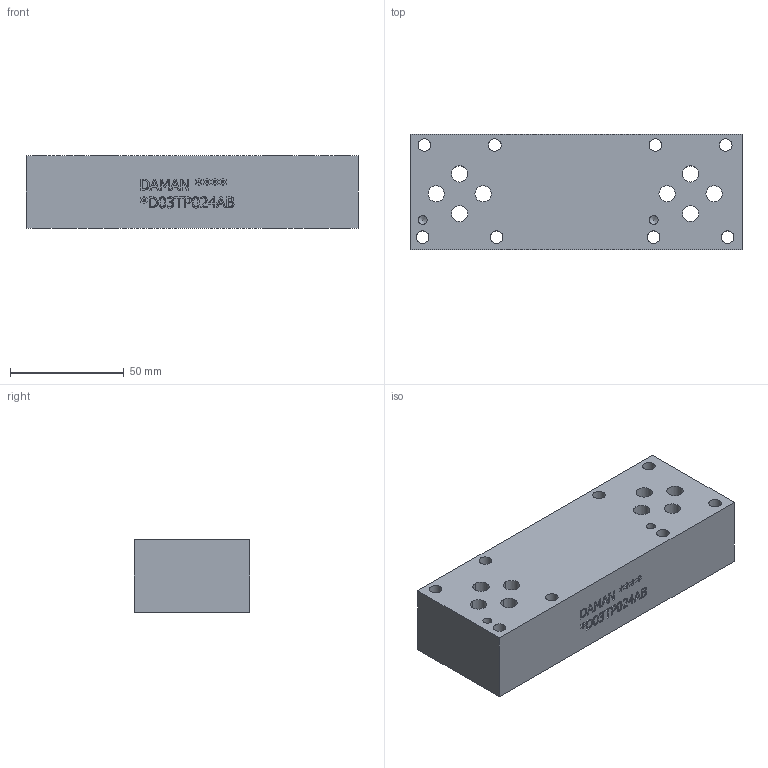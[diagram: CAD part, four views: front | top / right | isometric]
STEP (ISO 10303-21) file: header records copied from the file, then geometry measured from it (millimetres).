
FILE_DESCRIPTION(/* description */ (''),/* implementation_level */ '2;1');
FILE_NAME(/* name */ '_D03TP024AB.stp',/* time_stamp */ '2020-03-10T14:16:25-04:00',/* author */ ('alexanderw'),/* organization */ (''),/* preprocessor_version */ 'ST-DEVELOPER v17',/* originating_system */ 'Autodesk Inventor 2019',/* authorisation */ '');
FILE_SCHEMA (('AUTOMOTIVE_DESIGN { 1 0 10303 214 3 1 1 }'));
Length unit declared in the file: millimetre
Products named in the file (1): Part_AD03TP024AB_3D
Bounding box: 146.05 x 50.8 x 31.75 mm (x, y, z)
Volume: 217998.3 mm3; surface area: 37316.1 mm2
Topology: 1 solids, 1 shells, 385 faces, 1064 edges, 720 vertices
Faces by surface type: plane 257, bspline 92, cylinder 32, cone 4
Full cylindrical faces by diameter (mm): 3.175 x2, 3.962 x2, 5.537 x8, 7.137 x4, 12.7 x8
Entity records: 13114 total; most frequent: CARTESIAN_POINT 3362, ORIENTED_EDGE 2120, DIRECTION 1564, EDGE_CURVE 1060, LINE 776, VECTOR 776, VERTEX_POINT 720, EDGE_LOOP 460
